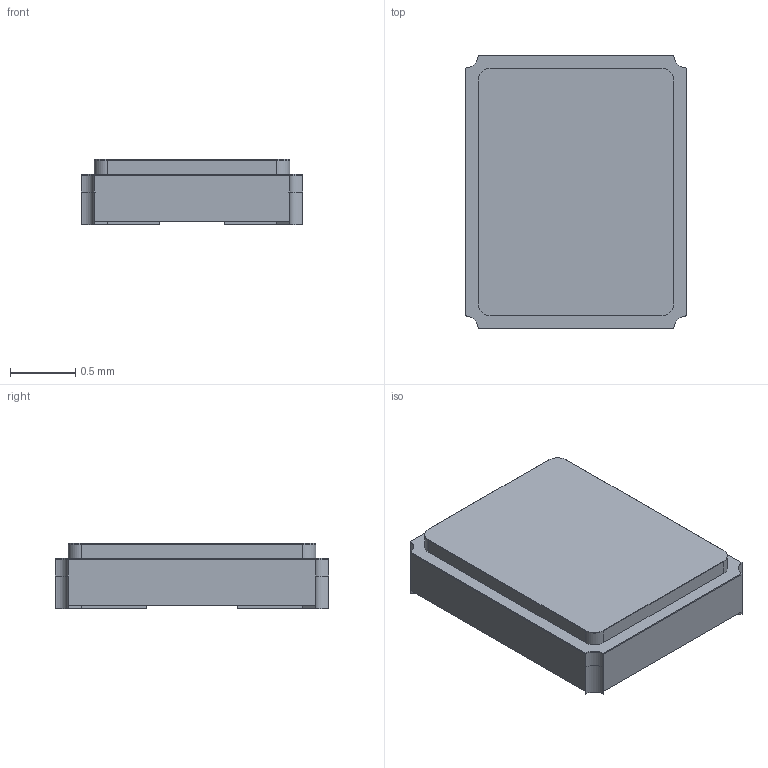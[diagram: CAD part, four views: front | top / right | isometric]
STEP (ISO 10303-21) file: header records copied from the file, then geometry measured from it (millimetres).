
FILE_DESCRIPTION((''),'2;1');
FILE_NAME('XTAL_TXC_8Y.stp','2012-03-08T09:35:35',(''),(''),'Mechanical Desktop 2011','Mechanical Desktop 2011',', , ');
FILE_SCHEMA(('AUTOMOTIVE_DESIGN { 1 2 10303 214 1 1 1 1 }'));
Length unit declared in the file: millimetre
Products named in the file (1): Product
Bounding box: 1.7 x 2.1 x 0.5 mm (x, y, z)
Volume: 1.6 mm3; surface area: 35.8 mm2
Topology: 8 solids, 8 shells, 104 faces, 256 edges, 168 vertices
Faces by surface type: plane 84, cylinder 20
Entity records: 3088 total; most frequent: CARTESIAN_POINT 529, ORIENTED_EDGE 512, DIRECTION 506, EDGE_CURVE 256, VECTOR 216, LINE 216, VERTEX_POINT 168, AXIS2_PLACEMENT_3D 145
